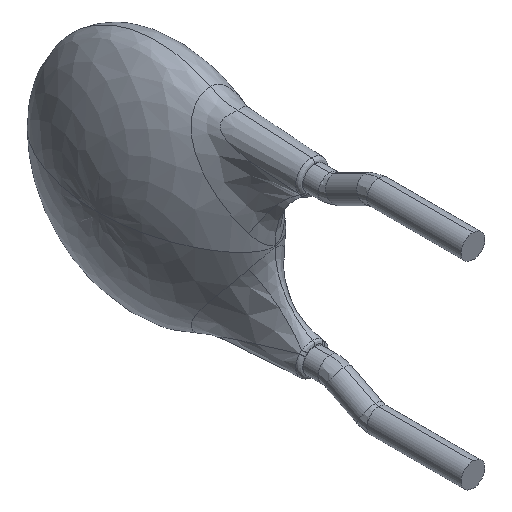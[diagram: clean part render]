
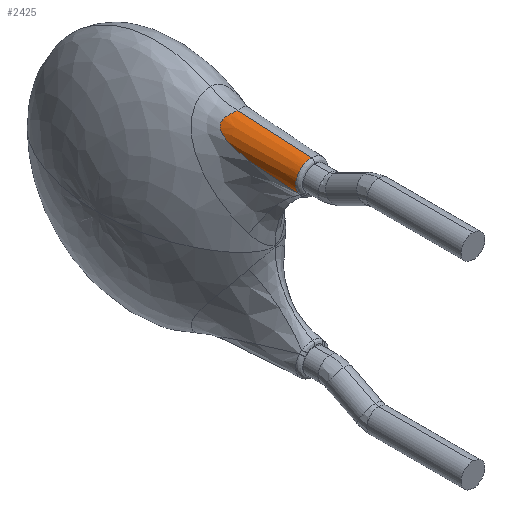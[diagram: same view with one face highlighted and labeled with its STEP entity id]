
A CAD part, isometric view. The second image highlights one B-rep face of the part: STEP entity #2425.
In plain terms, the highlighted conical face has half-angle 3 degrees and reference radius 0.498 mm.
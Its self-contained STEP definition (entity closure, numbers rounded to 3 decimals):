
#113 = CARTESIAN_POINT ( 'NONE',  ( -0.104, -2.028, 2.485 ) ) ;
#125 = CARTESIAN_POINT ( 'NONE',  ( -0.052, -2.039, 2.493 ) ) ;
#179 = B_SPLINE_CURVE_WITH_KNOTS ( 'NONE', 3,
 ( #693, #905, #1297, #746, #1717, #298, #557, #891, #2121, #2136, #1495, #2322, #544, #113, #125, #1094 ),
 .UNSPECIFIED., .F., .F.,
 ( 4, 2, 2, 2, 2, 2, 2, 4 ),
 ( 0., 0.25, 0.375, 0.5, 0.625, 0.75, 0.875, 1. ),
 .UNSPECIFIED. ) ;
#182 = CARTESIAN_POINT ( 'NONE',  ( 0., -2.039, 2.493 ) ) ;
#233 = CARTESIAN_POINT ( 'NONE',  ( 0., -3.915, 2.395 ) ) ;
#298 = CARTESIAN_POINT ( 'NONE',  ( -0.466, -2.481, 2.069 ) ) ;
#402 = EDGE_CURVE ( 'NONE', #439, #2458, #179, .T. ) ;
#439 = VERTEX_POINT ( 'NONE', #1132 ) ;
#544 = CARTESIAN_POINT ( 'NONE',  ( -0.203, -1.995, 2.455 ) ) ;
#557 = CARTESIAN_POINT ( 'NONE',  ( -0.466, -2.349, 2.113 ) ) ;
#570 = FACE_OUTER_BOUND ( 'NONE', #1275, .T. ) ;
#657 = AXIS2_PLACEMENT_3D ( 'NONE', #1770, #1759, #1946 ) ;
#664 = ORIENTED_EDGE ( 'NONE', *, *, #1194, .T. ) ;
#693 = CARTESIAN_POINT ( 'NONE',  ( -0.303, -3.915, 1.747 ) ) ;
#737 = LINE ( 'NONE', #2168, #1371 ) ;
#746 = CARTESIAN_POINT ( 'NONE',  ( -0.447, -2.902, 1.952 ) ) ;
#883 = VERTEX_POINT ( 'NONE', #233 ) ;
#891 = CARTESIAN_POINT ( 'NONE',  ( -0.447, -2.134, 2.202 ) ) ;
#905 = CARTESIAN_POINT ( 'NONE',  ( -0.359, -3.647, 1.792 ) ) ;
#999 = AXIS2_PLACEMENT_3D ( 'NONE', #1614, #2402, #1362 ) ;
#1094 = CARTESIAN_POINT ( 'NONE',  ( 0., -2.039, 2.493 ) ) ;
#1112 = EDGE_CURVE ( 'NONE', #439, #883, #2513, .T. ) ;
#1132 = CARTESIAN_POINT ( 'NONE',  ( -0.303, -3.915, 1.747 ) ) ;
#1194 = EDGE_CURVE ( 'NONE', #883, #2458, #737, .T. ) ;
#1275 = EDGE_LOOP ( 'NONE', ( #1870, #664, #1874 ) ) ;
#1297 = CARTESIAN_POINT ( 'NONE',  ( -0.404, -3.344, 1.85 ) ) ;
#1362 = DIRECTION ( 'NONE',  ( 0., 0., 1. ) ) ;
#1371 = VECTOR ( 'NONE', #2523, 1000. ) ;
#1495 = CARTESIAN_POINT ( 'NONE',  ( -0.335, -1.955, 2.372 ) ) ;
#1614 = CARTESIAN_POINT ( 'NONE',  ( 0., -1.944, 2. ) ) ;
#1717 = CARTESIAN_POINT ( 'NONE',  ( -0.457, -2.756, 1.989 ) ) ;
#1759 = DIRECTION ( 'NONE',  ( 0., 1., 0. ) ) ;
#1770 = CARTESIAN_POINT ( 'NONE',  ( 0., -3.915, 2. ) ) ;
#1797 = CONICAL_SURFACE ( 'NONE', #999, 0.498, 0.052 ) ;
#1870 = ORIENTED_EDGE ( 'NONE', *, *, #1112, .T. ) ;
#1874 = ORIENTED_EDGE ( 'NONE', *, *, #402, .F. ) ;
#1946 = DIRECTION ( 'NONE',  ( 0., 0., 1. ) ) ;
#2121 = CARTESIAN_POINT ( 'NONE',  ( -0.428, -2.055, 2.247 ) ) ;
#2136 = CARTESIAN_POINT ( 'NONE',  ( -0.372, -1.966, 2.333 ) ) ;
#2168 = CARTESIAN_POINT ( 'NONE',  ( 0., -1.944, 2.498 ) ) ;
#2322 = CARTESIAN_POINT ( 'NONE',  ( -0.251, -1.971, 2.432 ) ) ;
#2402 = DIRECTION ( 'NONE',  ( 0., 1., 0. ) ) ;
#2425 = ADVANCED_FACE ( 'NONE', ( #570 ), #1797, .T. ) ;
#2458 = VERTEX_POINT ( 'NONE', #182 ) ;
#2513 = CIRCLE ( 'NONE', #657, 0.395 ) ;
#2523 = DIRECTION ( 'NONE',  ( 0., 0.999, 0.052 ) ) ;
